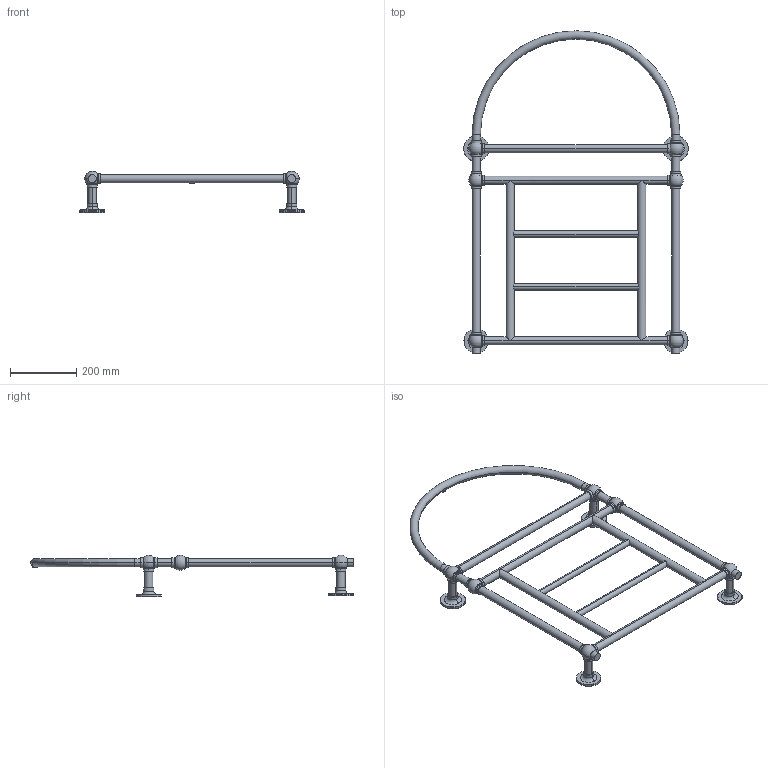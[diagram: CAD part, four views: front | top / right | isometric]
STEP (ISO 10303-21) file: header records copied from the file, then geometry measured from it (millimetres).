
FILE_DESCRIPTION((''),'2;1');
FILE_NAME('3551330150021_3D_SITO_ASM','2022-11-07T14:52:23',('PC132'),(''),'CREO PARAMETRIC BY PTC INC, 2022124','CREO PARAMETRIC BY PTC INC, 2022124','');
FILE_SCHEMA(('AUTOMOTIVE_DESIGN { 1 0 10303 214 1 1 1 1 }'));
Length unit declared in the file: millimetre
Products named in the file (2): 3551330150021_3D_SITO; 3551330150021_3D_SITO_ASM
Assembly tree (1 placements, depth 2):
  3551330150021_3D_SITO_ASM
    3551330150021_3D_SITO
Bounding box: 676.35 x 969.5 x 124.77 mm (x, y, z)
Volume: 3079246.9 mm3; surface area: 501163.3 mm2
Topology: 1 solids, 1 shells, 224 faces, 521 edges, 317 vertices
Faces by surface type: cylinder 102, torus 74, plane 36, sphere 12
Entity records: 12033 total; most frequent: CARTESIAN_POINT 3410, DIRECTION 1344, ORIENTED_EDGE 1036, AXIS2_PLACEMENT_3D 602, PRESENTATION_STYLE_ASSIGNMENT 548, STYLED_ITEM 548, CURVE_STYLE 547, EDGE_CURVE 518
